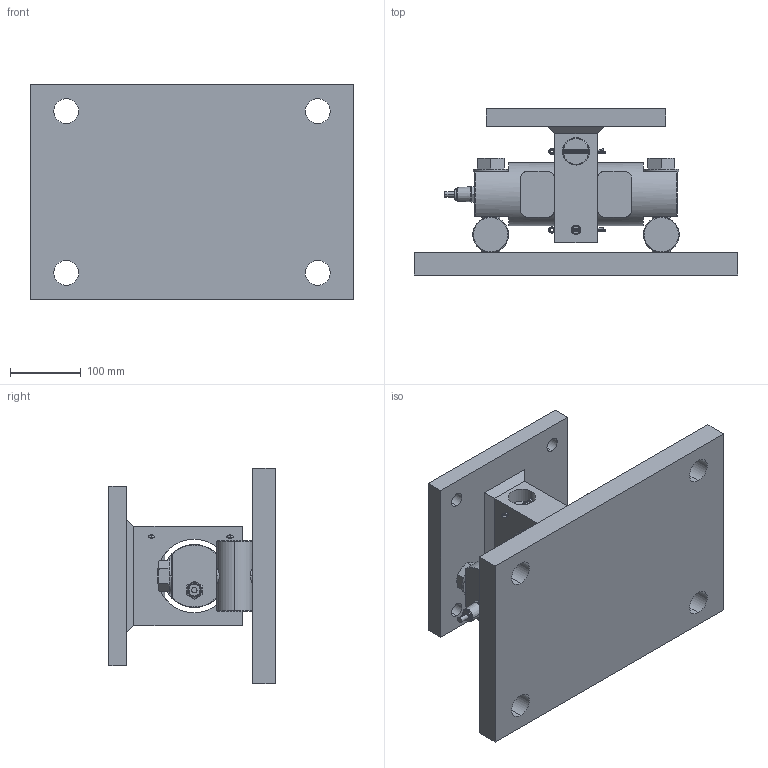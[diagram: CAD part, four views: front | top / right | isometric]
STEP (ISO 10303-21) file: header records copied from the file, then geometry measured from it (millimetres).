
FILE_DESCRIPTION (( 'STEP AP203' ), '1' );
FILE_NAME ('102DHM3-100Klb.STEP', '2025-07-18T05:47:38', ( '' ), ( '' ), 'SwSTEP 2.0', 'SolidWorks 2024', '' );
FILE_SCHEMA (( 'CONFIG_CONTROL_DESIGN' ));
Length unit declared in the file: millimetre
Products named in the file (1): 102DHM3-100Klb
Bounding box: 457.2 x 235.3 x 304.8 mm (x, y, z)
Volume: 8763389.2 mm3; surface area: 740631.4 mm2
Topology: 9 solids, 9 shells, 274 faces, 630 edges, 390 vertices
Faces by surface type: plane 109, cylinder 103, cone 50, bspline 8, torus 4
Entity records: 11055 total; most frequent: CARTESIAN_POINT 4809, DIRECTION 1282, ORIENTED_EDGE 1260, EDGE_CURVE 630, AXIS2_PLACEMENT_3D 505, VERTEX_POINT 390, EDGE_LOOP 324, ADVANCED_FACE 274
